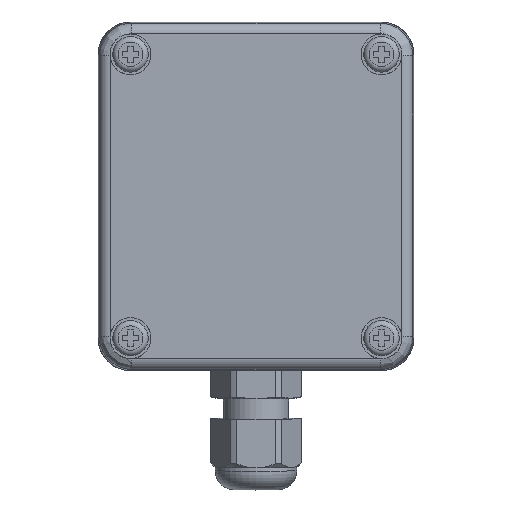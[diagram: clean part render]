
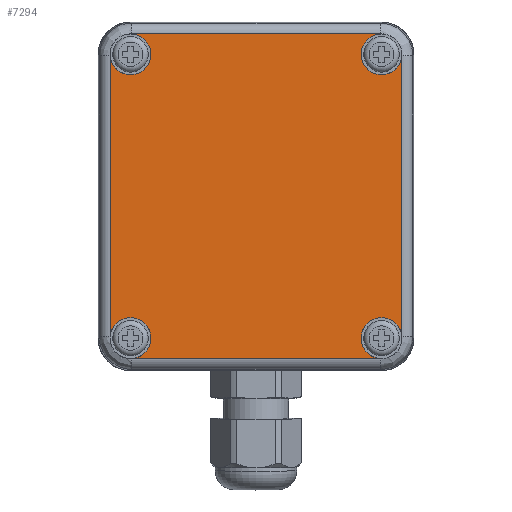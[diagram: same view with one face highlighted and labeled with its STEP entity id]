
A CAD part, top view. The second image highlights one B-rep face of the part: STEP entity #7294.
In plain terms, the highlighted planar face has unit normal (0, 0, 1).
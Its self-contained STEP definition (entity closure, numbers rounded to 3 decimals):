
#260=PLANE('',#7964);
#687=FACE_OUTER_BOUND('',#1155,.T.);
#1155=EDGE_LOOP('',(#5490,#5491,#5492,#5493,#5494,#5495,#5496,#5497,#5498,
#5499));
#1685=LINE('',#11894,#2245);
#1687=LINE('',#11899,#2247);
#1688=LINE('',#12004,#2248);
#1690=LINE('',#12007,#2250);
#2245=VECTOR('',#9283,45.331);
#2247=VECTOR('',#9289,45.331);
#2248=VECTOR('',#9296,51.331);
#2250=VECTOR('',#9300,51.331);
#2667=CIRCLE('',#7688,3.75);
#2672=CIRCLE('',#7698,3.75);
#2674=CIRCLE('',#7700,3.75);
#2678=CIRCLE('',#7708,3.75);
#2680=CIRCLE('',#7710,3.75);
#2684=CIRCLE('',#7717,3.75);
#3109=VERTEX_POINT('',#11006);
#3110=VERTEX_POINT('',#11007);
#3120=VERTEX_POINT('',#11060);
#3121=VERTEX_POINT('',#11062);
#3123=VERTEX_POINT('',#11067);
#3129=VERTEX_POINT('',#11095);
#3130=VERTEX_POINT('',#11097);
#3132=VERTEX_POINT('',#11102);
#3136=VERTEX_POINT('',#11114);
#3137=VERTEX_POINT('',#11115);
#3800=EDGE_CURVE('',#3109,#3110,#2667,.T.);
#3813=EDGE_CURVE('',#3121,#3120,#2672,.T.);
#3816=EDGE_CURVE('',#3123,#3121,#2674,.T.);
#3824=EDGE_CURVE('',#3130,#3129,#2678,.T.);
#3827=EDGE_CURVE('',#3132,#3130,#2680,.T.);
#3833=EDGE_CURVE('',#3136,#3137,#2684,.T.);
#4110=EDGE_CURVE('',#3109,#3137,#1685,.T.);
#4113=EDGE_CURVE('',#3123,#3129,#1687,.T.);
#4116=EDGE_CURVE('',#3136,#3120,#1688,.T.);
#4118=EDGE_CURVE('',#3132,#3110,#1690,.T.);
#5490=ORIENTED_EDGE('',*,*,#3833,.T.);
#5491=ORIENTED_EDGE('',*,*,#4110,.F.);
#5492=ORIENTED_EDGE('',*,*,#3800,.T.);
#5493=ORIENTED_EDGE('',*,*,#4118,.F.);
#5494=ORIENTED_EDGE('',*,*,#3827,.T.);
#5495=ORIENTED_EDGE('',*,*,#3824,.T.);
#5496=ORIENTED_EDGE('',*,*,#4113,.F.);
#5497=ORIENTED_EDGE('',*,*,#3816,.T.);
#5498=ORIENTED_EDGE('',*,*,#3813,.T.);
#5499=ORIENTED_EDGE('',*,*,#4116,.F.);
#7294=ADVANCED_FACE('',(#687),#260,.T.);
#7688=AXIS2_PLACEMENT_3D('',#11008,#8615,#8616);
#7698=AXIS2_PLACEMENT_3D('',#11063,#8637,#8638);
#7700=AXIS2_PLACEMENT_3D('',#11068,#8642,#8643);
#7708=AXIS2_PLACEMENT_3D('',#11098,#8659,#8660);
#7710=AXIS2_PLACEMENT_3D('',#11103,#8664,#8665);
#7717=AXIS2_PLACEMENT_3D('',#11116,#8679,#8680);
#7964=AXIS2_PLACEMENT_3D('',#12121,#9319,#9320);
#8615=DIRECTION('center_axis',(0.,0.,-1.));
#8616=DIRECTION('ref_axis',(1.,0.,0.));
#8637=DIRECTION('center_axis',(0.,0.,-1.));
#8638=DIRECTION('ref_axis',(1.,0.,0.));
#8642=DIRECTION('center_axis',(0.,0.,-1.));
#8643=DIRECTION('ref_axis',(1.,0.,0.));
#8659=DIRECTION('center_axis',(0.,0.,-1.));
#8660=DIRECTION('ref_axis',(1.,0.,0.));
#8664=DIRECTION('center_axis',(0.,0.,-1.));
#8665=DIRECTION('ref_axis',(1.,0.,0.));
#8679=DIRECTION('center_axis',(0.,0.,-1.));
#8680=DIRECTION('ref_axis',(1.,0.,0.));
#9283=DIRECTION('',(0.,-1.,0.));
#9289=DIRECTION('',(0.,1.,0.));
#9296=DIRECTION('',(-1.,0.,0.));
#9300=DIRECTION('',(1.,0.,0.));
#9319=DIRECTION('center_axis',(0.,0.,1.));
#9320=DIRECTION('ref_axis',(1.,0.,0.));
#11006=CARTESIAN_POINT('',(29.735,22.666,10.));
#11007=CARTESIAN_POINT('',(25.666,26.735,10.));
#11008=CARTESIAN_POINT('Origin',(26.,23.,10.));
#11060=CARTESIAN_POINT('',(-25.666,-26.735,10.));
#11062=CARTESIAN_POINT('',(-22.25,-23.,10.));
#11063=CARTESIAN_POINT('Origin',(-26.,-23.,10.));
#11067=CARTESIAN_POINT('',(-29.735,-22.666,10.));
#11068=CARTESIAN_POINT('Origin',(-26.,-23.,10.));
#11095=CARTESIAN_POINT('',(-29.735,22.666,10.));
#11097=CARTESIAN_POINT('',(-22.25,23.,10.));
#11098=CARTESIAN_POINT('Origin',(-26.,23.,10.));
#11102=CARTESIAN_POINT('',(-25.666,26.735,10.));
#11103=CARTESIAN_POINT('Origin',(-26.,23.,10.));
#11114=CARTESIAN_POINT('',(25.666,-26.735,10.));
#11115=CARTESIAN_POINT('',(29.735,-22.666,10.));
#11116=CARTESIAN_POINT('Origin',(26.,-23.,10.));
#11894=CARTESIAN_POINT('',(29.735,22.666,10.));
#11899=CARTESIAN_POINT('',(-29.735,-22.666,10.));
#12004=CARTESIAN_POINT('',(25.666,-26.735,10.));
#12007=CARTESIAN_POINT('',(-25.666,26.735,10.));
#12121=CARTESIAN_POINT('Origin',(0.,0.,10.));
